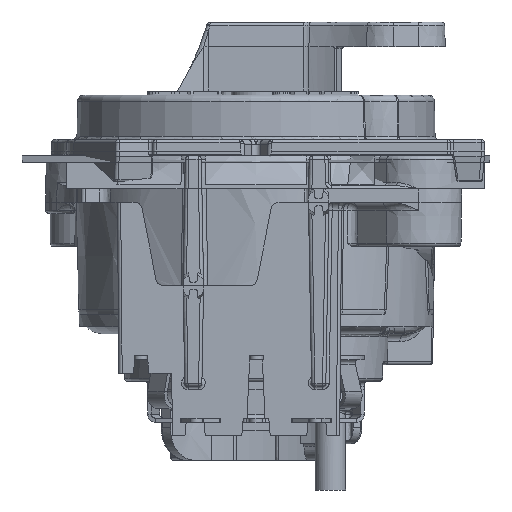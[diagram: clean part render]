
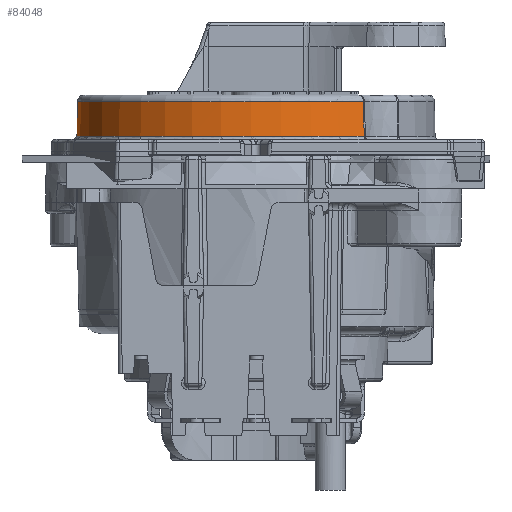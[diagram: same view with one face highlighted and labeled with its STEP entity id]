
A CAD part, front view. The second image highlights one B-rep face of the part: STEP entity #84048.
In plain terms, the highlighted conical face has half-angle 1 degrees and reference radius 10.866 mm.
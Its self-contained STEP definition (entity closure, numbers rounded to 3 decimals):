
#13302=CARTESIAN_POINT('',(-8.677,6.572,
-2.503));
#26155=CARTESIAN_POINT('',(-8.653,6.541,
-0.393));
#26173=CARTESIAN_POINT('',(6.54,-8.654,
-0.393));
#26321=CARTESIAN_POINT('',(0.,0.,-2.503));
#26322=DIRECTION('',(0.,0.,-1.));
#26323=DIRECTION('',(0.604,-0.797,0.));
#26324=AXIS2_PLACEMENT_3D('',#26321,#26322,#26323);
#26326=DIRECTION('',(-0.011,0.014,-1.));
#26327=VECTOR('',#26326,2.111);
#26328=CARTESIAN_POINT('',(-8.653,6.541,
-0.393));
#26329=LINE('',#26328,#26327);
#26330=CARTESIAN_POINT('',(0.,0.,-0.393));
#26331=DIRECTION('',(0.,0.,1.));
#26332=DIRECTION('',(-0.798,0.603,0.));
#26333=AXIS2_PLACEMENT_3D('',#26330,#26331,#26332);
#26335=DIRECTION('',(0.014,-0.011,-1.));
#26336=VECTOR('',#26335,2.111);
#26337=CARTESIAN_POINT('',(6.54,-8.654,
-0.393));
#26338=LINE('',#26337,#26336);
#39311=VERTEX_POINT('',#26155);
#39313=VERTEX_POINT('',#26173);
#39413=VERTEX_POINT('',#13302);
#39415=CARTESIAN_POINT('',(6.571,-8.677,
-2.503));
#39416=VERTEX_POINT('',#39415);
#84037=CARTESIAN_POINT('',(0.,0.,-1.448));
#84038=DIRECTION('',(0.,0.,-1.));
#84039=DIRECTION('',(-1.,0.,0.));
#84040=AXIS2_PLACEMENT_3D('',#84037,#84038,#84039);
#84041=CONICAL_SURFACE('',#84040,10.866,1.);
#84042=ORIENTED_EDGE('',*,*,#62535,.T.);
#84043=ORIENTED_EDGE('',*,*,#62615,.F.);
#84044=ORIENTED_EDGE('',*,*,#83616,.T.);
#84045=ORIENTED_EDGE('',*,*,#84030,.T.);
#84046=EDGE_LOOP('',(#84042,#84043,#84044,#84045));
#84047=FACE_OUTER_BOUND('',#84046,.F.);
#84048=ADVANCED_FACE('',(#84047),#84041,.T.);
#26325=CIRCLE('',#26324,10.884);
#26334=CIRCLE('',#26333,10.848);
#62535=EDGE_CURVE('',#39416,#39413,#26325,.T.);
#62615=EDGE_CURVE('',#39311,#39413,#26329,.T.);
#83616=EDGE_CURVE('',#39311,#39313,#26334,.T.);
#84030=EDGE_CURVE('',#39313,#39416,#26338,.T.);
